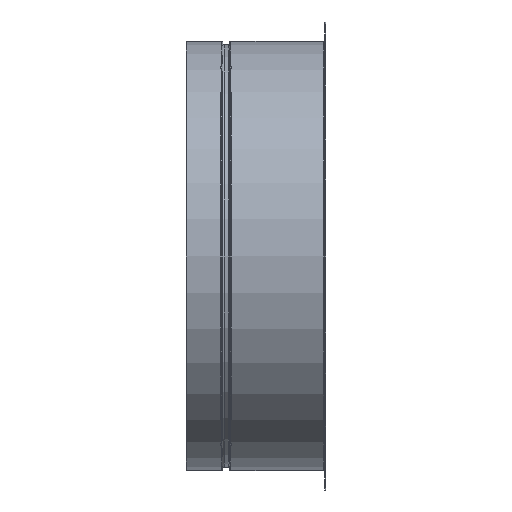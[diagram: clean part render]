
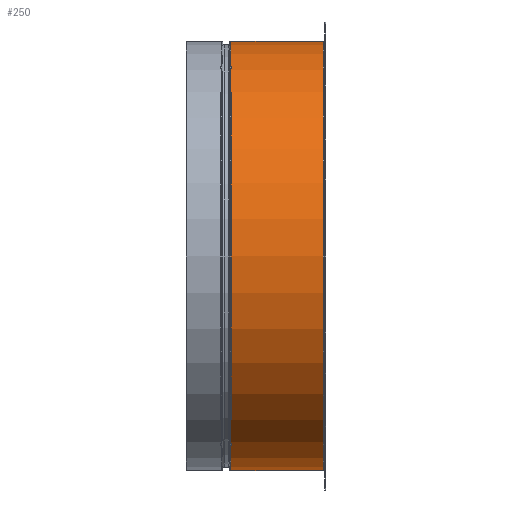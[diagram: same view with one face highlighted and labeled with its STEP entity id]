
A CAD part, left-side view. The second image highlights one B-rep face of the part: STEP entity #250.
In plain terms, the highlighted cylindrical face has radius 157.5 mm (diameter 315 mm), a partial arc.
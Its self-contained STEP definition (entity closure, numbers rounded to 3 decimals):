
#30 = CARTESIAN_POINT ( 'NONE',  ( 0., 69.7, 157.5 ) ) ;
#58 = VERTEX_POINT ( 'NONE', #1144 ) ;
#92 = DIRECTION ( 'NONE',  ( 0., -1., 0. ) ) ;
#112 = FACE_OUTER_BOUND ( 'NONE', #264, .T. ) ;
#152 = CIRCLE ( 'NONE', #401, 157.5 ) ;
#157 = VECTOR ( 'NONE', #587, 1000. ) ;
#187 = CARTESIAN_POINT ( 'NONE',  ( 0., 0., 0. ) ) ;
#190 = CARTESIAN_POINT ( 'NONE',  ( 0., 69.7, 0. ) ) ;
#233 = CIRCLE ( 'NONE', #649, 157.5 ) ;
#250 = ADVANCED_FACE ( 'Y�z1', ( #112 ), #640, .T. ) ;
#259 = VECTOR ( 'NONE', #475, 1000. ) ;
#264 = EDGE_LOOP ( 'NONE', ( #1078, #1143, #975, #366 ) ) ;
#275 = LINE ( 'NONE', #1033, #157 ) ;
#303 = EDGE_CURVE ( 'NONE', #1057, #1013, #553, .T. ) ;
#318 = CARTESIAN_POINT ( 'NONE',  ( 0., 69.7, -157.5 ) ) ;
#354 = CARTESIAN_POINT ( 'NONE',  ( 0., 1.8, 0. ) ) ;
#366 = ORIENTED_EDGE ( 'NONE', *, *, #990, .F. ) ;
#401 = AXIS2_PLACEMENT_3D ( 'NONE', #190, #899, #1097 ) ;
#469 = DIRECTION ( 'NONE',  ( 0., 0., -1. ) ) ;
#475 = DIRECTION ( 'NONE',  ( 0., -1., 0. ) ) ;
#541 = CARTESIAN_POINT ( 'NONE',  ( 0., 1.8, -157.5 ) ) ;
#543 = AXIS2_PLACEMENT_3D ( 'NONE', #187, #92, #996 ) ;
#553 = LINE ( 'NONE', #911, #259 ) ;
#584 = EDGE_CURVE ( 'NONE', #768, #1057, #152, .T. ) ;
#587 = DIRECTION ( 'NONE',  ( 0., -1., 0. ) ) ;
#640 = CYLINDRICAL_SURFACE ( 'NONE', #543, 157.5 ) ;
#649 = AXIS2_PLACEMENT_3D ( 'NONE', #354, #803, #469 ) ;
#768 = VERTEX_POINT ( 'NONE', #30 ) ;
#803 = DIRECTION ( 'NONE',  ( 0., -1., 0. ) ) ;
#899 = DIRECTION ( 'NONE',  ( 0., -1., 0. ) ) ;
#911 = CARTESIAN_POINT ( 'NONE',  ( 0., 0., -157.5 ) ) ;
#975 = ORIENTED_EDGE ( 'NONE', *, *, #303, .T. ) ;
#990 = EDGE_CURVE ( 'Kenar3', #58, #1013, #233, .T. ) ;
#996 = DIRECTION ( 'NONE',  ( 0., 0., -1. ) ) ;
#1013 = VERTEX_POINT ( 'NONE', #541 ) ;
#1033 = CARTESIAN_POINT ( 'NONE',  ( 0., 0., 157.5 ) ) ;
#1047 = EDGE_CURVE ( 'NONE', #768, #58, #275, .T. ) ;
#1057 = VERTEX_POINT ( 'NONE', #318 ) ;
#1078 = ORIENTED_EDGE ( 'NONE', *, *, #1047, .F. ) ;
#1097 = DIRECTION ( 'NONE',  ( 0., 0., -1. ) ) ;
#1143 = ORIENTED_EDGE ( 'NONE', *, *, #584, .T. ) ;
#1144 = CARTESIAN_POINT ( 'NONE',  ( 0., 1.8, 157.5 ) ) ;
